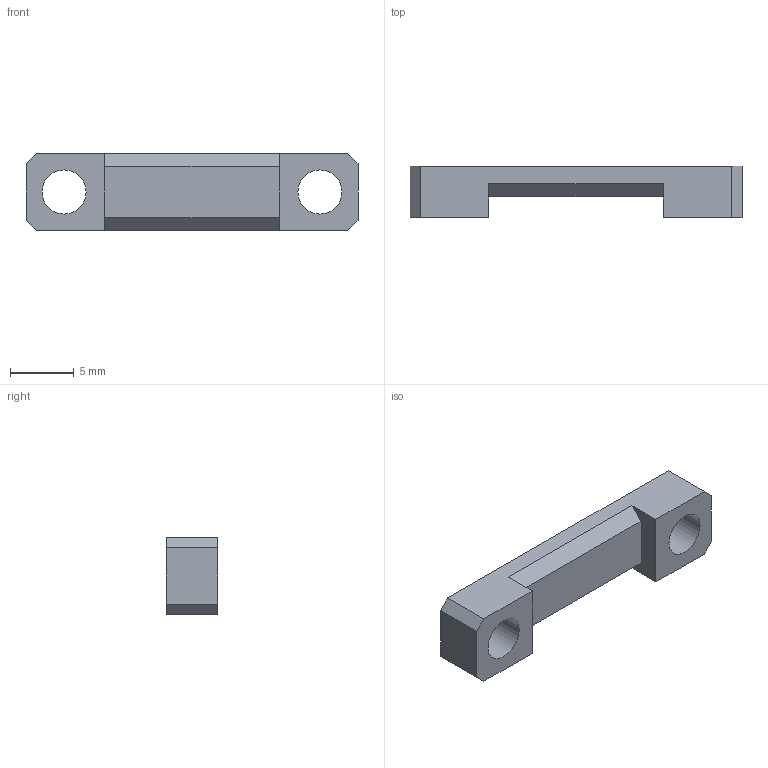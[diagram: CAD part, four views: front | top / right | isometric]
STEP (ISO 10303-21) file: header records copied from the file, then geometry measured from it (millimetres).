
FILE_DESCRIPTION(/* description */ (''),/* implementation_level */ '2;1');
FILE_NAME(/* name */ 'SL1-DISPLAY_CABLE_FIX.step',/* time_stamp */ '2019-08-13T13:01:45+02:00',/* author */ (''),/* organization */ (''),/* preprocessor_version */ 'ST-DEVELOPER v18',/* originating_system */ 'Autodesk Translation Framework v8.2.0.1029',/* authorisation */ '');
FILE_SCHEMA (('AUTOMOTIVE_DESIGN { 1 0 10303 214 3 1 1 }'));
Length unit declared in the file: millimetre
Products named in the file (1): 2K_DISPLAY_CABLE_HOLDER
Bounding box: 26 x 4 x 6 mm (x, y, z)
Volume: 388.4 mm3; surface area: 585.1 mm2
Topology: 1 solids, 1 shells, 76 faces, 213 edges, 142 vertices
Faces by surface type: bspline 41, plane 33, cylinder 2
Full cylindrical faces by diameter (mm): 3.45 x2
Entity records: 2852 total; most frequent: CARTESIAN_POINT 1129, ORIENTED_EDGE 426, EDGE_CURVE 213, DIRECTION 207, VERTEX_POINT 142, LINE 127, VECTOR 127, EDGE_LOOP 83
